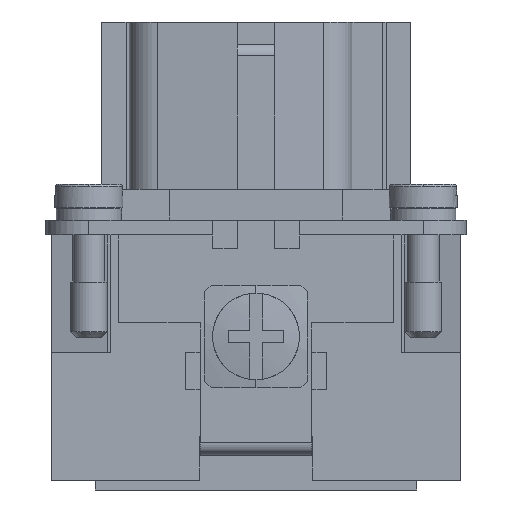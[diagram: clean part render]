
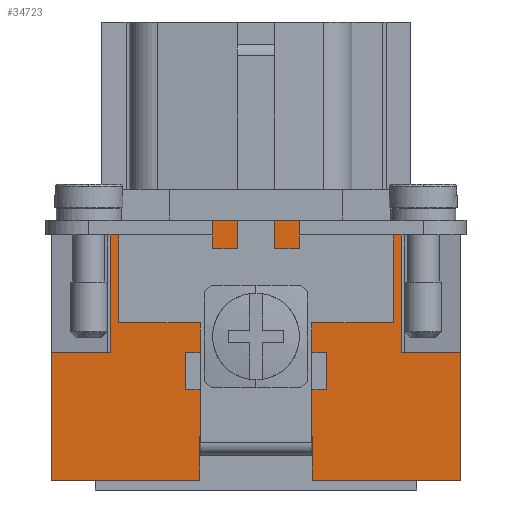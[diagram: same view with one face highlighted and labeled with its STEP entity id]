
A CAD part, left-side view. The second image highlights one B-rep face of the part: STEP entity #34723.
In plain terms, the highlighted planar face has unit normal (-1, 0, 0).
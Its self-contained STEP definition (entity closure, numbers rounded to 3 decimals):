
#7469=CARTESIAN_POINT('',(-31.6,4.55,0.0));
#7470=VERTEX_POINT('',#7469);
#7477=CARTESIAN_POINT('',(-31.6,16.5,0.0));
#7478=VERTEX_POINT('',#7477);
#7479=CARTESIAN_POINT('',(-31.6,4.55,0.0));
#7480=DIRECTION('',(0.0,1.0,0.0));
#7481=VECTOR('',#7480,11.95);
#7482=LINE('',#7479,#7481);
#7483=EDGE_CURVE('',#7470,#7478,#7482,.T.);
#7516=CARTESIAN_POINT('',(-31.6,-16.5,0.0));
#7517=VERTEX_POINT('',#7516);
#7524=CARTESIAN_POINT('',(-31.6,-4.55,0.0));
#7525=VERTEX_POINT('',#7524);
#7526=CARTESIAN_POINT('',(-31.6,-16.5,0.0));
#7527=DIRECTION('',(0.0,1.0,0.0));
#7528=VECTOR('',#7527,11.95);
#7529=LINE('',#7526,#7528);
#7530=EDGE_CURVE('',#7517,#7525,#7529,.T.);
#19544=CARTESIAN_POINT('',(-31.6,-16.5,10.3));
#19545=VERTEX_POINT('',#19544);
#19552=CARTESIAN_POINT('',(-31.6,-16.5,0.0));
#19553=DIRECTION('',(0.0,0.0,1.0));
#19554=VECTOR('',#19553,10.3);
#19555=LINE('',#19552,#19554);
#19556=EDGE_CURVE('',#7517,#19545,#19555,.T.);
#27050=CARTESIAN_POINT('',(-31.6,11.75,21.0));
#27051=VERTEX_POINT('',#27050);
#27058=CARTESIAN_POINT('',(-31.6,-11.75,21.0));
#27059=VERTEX_POINT('',#27058);
#27060=CARTESIAN_POINT('',(-31.6,-11.75,21.0));
#27061=DIRECTION('',(0.0,1.0,0.0));
#27062=VECTOR('',#27061,23.5);
#27063=LINE('',#27060,#27062);
#27064=EDGE_CURVE('',#27059,#27051,#27063,.T.);
#34280=CARTESIAN_POINT('',(-31.6,11.75,10.3));
#34281=VERTEX_POINT('',#34280);
#34290=CARTESIAN_POINT('',(-31.6,11.75,21.0));
#34291=DIRECTION('',(0.0,0.0,-1.0));
#34292=VECTOR('',#34291,10.7);
#34293=LINE('',#34290,#34292);
#34294=EDGE_CURVE('',#27051,#34281,#34293,.T.);
#34336=CARTESIAN_POINT('',(-31.6,16.5,10.3));
#34337=VERTEX_POINT('',#34336);
#34338=CARTESIAN_POINT('',(-31.6,11.75,10.3));
#34339=DIRECTION('',(0.0,1.0,0.0));
#34340=VECTOR('',#34339,4.75);
#34341=LINE('',#34338,#34340);
#34342=EDGE_CURVE('',#34281,#34337,#34341,.T.);
#34549=CARTESIAN_POINT('',(-31.6,-11.75,10.3));
#34550=VERTEX_POINT('',#34549);
#34559=CARTESIAN_POINT('',(-31.6,-11.75,10.3));
#34560=DIRECTION('',(0.0,0.0,1.0));
#34561=VECTOR('',#34560,10.7);
#34562=LINE('',#34559,#34561);
#34563=EDGE_CURVE('',#34550,#27059,#34562,.T.);
#34573=CARTESIAN_POINT('',(-31.6,-16.5,10.3));
#34574=DIRECTION('',(0.0,1.0,0.0));
#34575=VECTOR('',#34574,4.75);
#34576=LINE('',#34573,#34575);
#34577=EDGE_CURVE('',#19545,#34550,#34576,.T.);
#34660=CARTESIAN_POINT('',(-31.6,16.5,0.0));
#34661=DIRECTION('',(0.0,0.0,1.0));
#34662=VECTOR('',#34661,10.3);
#34663=LINE('',#34660,#34662);
#34664=EDGE_CURVE('',#7478,#34337,#34663,.T.);
#34685=CARTESIAN_POINT('',(-31.6,-16.5,0.0));
#34686=DIRECTION('',(-1.0,0.0,0.0));
#34687=DIRECTION('',(0.0,0.0,1.0));
#34688=AXIS2_PLACEMENT_3D('',#34685,#34686,#34687);
#34689=PLANE('',#34688);
#34690=ORIENTED_EDGE('',*,*,#34294,.T.);
#34691=ORIENTED_EDGE('',*,*,#34342,.T.);
#34692=ORIENTED_EDGE('',*,*,#34664,.F.);
#34693=ORIENTED_EDGE('',*,*,#7483,.F.);
#34694=CARTESIAN_POINT('',(-31.6,4.55,3.5));
#34695=VERTEX_POINT('',#34694);
#34696=CARTESIAN_POINT('',(-31.6,4.55,0.0));
#34697=DIRECTION('',(0.0,0.0,1.0));
#34698=VECTOR('',#34697,3.5);
#34699=LINE('',#34696,#34698);
#34700=EDGE_CURVE('',#7470,#34695,#34699,.T.);
#34701=ORIENTED_EDGE('',*,*,#34700,.T.);
#34702=CARTESIAN_POINT('',(-31.6,-4.55,3.5));
#34703=VERTEX_POINT('',#34702);
#34704=CARTESIAN_POINT('',(-31.6,4.55,3.5));
#34705=DIRECTION('',(0.0,-1.0,0.0));
#34706=VECTOR('',#34705,9.1);
#34707=LINE('',#34704,#34706);
#34708=EDGE_CURVE('',#34695,#34703,#34707,.T.);
#34709=ORIENTED_EDGE('',*,*,#34708,.T.);
#34710=CARTESIAN_POINT('',(-31.6,-4.55,3.5));
#34711=DIRECTION('',(0.0,0.0,-1.0));
#34712=VECTOR('',#34711,3.5);
#34713=LINE('',#34710,#34712);
#34714=EDGE_CURVE('',#34703,#7525,#34713,.T.);
#34715=ORIENTED_EDGE('',*,*,#34714,.T.);
#34716=ORIENTED_EDGE('',*,*,#7530,.F.);
#34717=ORIENTED_EDGE('',*,*,#19556,.T.);
#34718=ORIENTED_EDGE('',*,*,#34577,.T.);
#34719=ORIENTED_EDGE('',*,*,#34563,.T.);
#34720=ORIENTED_EDGE('',*,*,#27064,.T.);
#34721=EDGE_LOOP('',(#34690,#34691,#34692,#34693,#34701,#34709,#34715,#34716,#34717,#34718,#34719,#34720));
#34722=FACE_OUTER_BOUND('',#34721,.T.);
#34723=ADVANCED_FACE('',(#34722),#34689,.T.);
